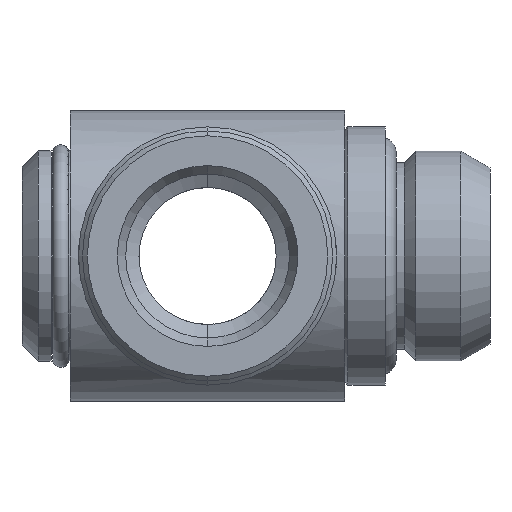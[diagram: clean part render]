
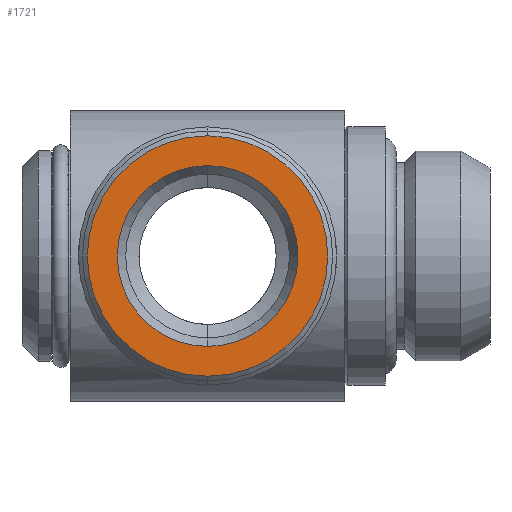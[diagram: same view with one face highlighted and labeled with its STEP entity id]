
A CAD part, left-side view. The second image highlights one B-rep face of the part: STEP entity #1721.
In plain terms, the highlighted planar face has unit normal (-1, 0, 0).
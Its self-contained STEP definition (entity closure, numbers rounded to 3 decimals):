
#1680 = ORIENTED_EDGE ( 'NONE', *, *, #1787, .T. ) ;
#1681 = EDGE_LOOP ( 'NONE', ( #1723, #1722 ) ) ;
#1684 = EDGE_CURVE ( 'NONE', #1857, #1844, #2946, .T. ) ;
#1707 = EDGE_LOOP ( 'NONE', ( #1680, #1728 ) ) ;
#1721 = ADVANCED_FACE ( 'NONE', ( #2972, #2971 ), #2950, .T. ) ;
#1722 = ORIENTED_EDGE ( 'NONE', *, *, #1684, .F. ) ;
#1723 = ORIENTED_EDGE ( 'NONE', *, *, #1843, .F. ) ;
#1728 = ORIENTED_EDGE ( 'NONE', *, *, #1729, .T. ) ;
#1729 = EDGE_CURVE ( 'NONE', #1856, #2020, #3040, .T. ) ;
#1787 = EDGE_CURVE ( 'NONE', #2020, #1856, #3140, .T. ) ;
#1843 = EDGE_CURVE ( 'NONE', #1844, #1857, #3268, .T. ) ;
#1844 = VERTEX_POINT ( 'NONE', #3263 ) ;
#1856 = VERTEX_POINT ( 'NONE', #3307 ) ;
#1857 = VERTEX_POINT ( 'NONE', #3282 ) ;
#2020 = VERTEX_POINT ( 'NONE', #3710 ) ;
#2931 = DIRECTION ( 'NONE',  ( 1., 0., 0. ) ) ;
#2946 = CIRCLE ( 'NONE', #3005, 7.45 ) ;
#2950 = PLANE ( 'NONE',  #2970 ) ;
#2960 = CARTESIAN_POINT ( 'NONE',  ( -26.8, 17.5, 0. ) ) ;
#2969 = CARTESIAN_POINT ( 'NONE',  ( -26.8, 24.95, 0. ) ) ;
#2970 = AXIS2_PLACEMENT_3D ( 'NONE', #2969, #3035, #3034 ) ;
#2971 = FACE_OUTER_BOUND ( 'NONE', #1681, .T. ) ;
#2972 = FACE_BOUND ( 'NONE', #1707, .T. ) ;
#3005 = AXIS2_PLACEMENT_3D ( 'NONE', #2960, #2931, #3058 ) ;
#3034 = DIRECTION ( 'NONE',  ( 0., 0., 1. ) ) ;
#3035 = DIRECTION ( 'NONE',  ( -1., 0., 0. ) ) ;
#3038 = CARTESIAN_POINT ( 'NONE',  ( -26.8, 17.5, 0. ) ) ;
#3039 = AXIS2_PLACEMENT_3D ( 'NONE', #3038, #3071, #3070 ) ;
#3040 = CIRCLE ( 'NONE', #3039, 5.6 ) ;
#3058 = DIRECTION ( 'NONE',  ( 0., 0., -1. ) ) ;
#3070 = DIRECTION ( 'NONE',  ( 0., 0., -1. ) ) ;
#3071 = DIRECTION ( 'NONE',  ( 1., 0., 0. ) ) ;
#3117 = DIRECTION ( 'NONE',  ( 0., 0., -1. ) ) ;
#3118 = DIRECTION ( 'NONE',  ( 1., 0., 0. ) ) ;
#3119 = AXIS2_PLACEMENT_3D ( 'NONE', #3139, #3118, #3117 ) ;
#3139 = CARTESIAN_POINT ( 'NONE',  ( -26.8, 17.5, 0. ) ) ;
#3140 = CIRCLE ( 'NONE', #3119, 5.6 ) ;
#3263 = CARTESIAN_POINT ( 'NONE',  ( -26.8, 17.5, -7.45 ) ) ;
#3264 = DIRECTION ( 'NONE',  ( 0., 0., -1. ) ) ;
#3265 = DIRECTION ( 'NONE',  ( 1., 0., 0. ) ) ;
#3266 = CARTESIAN_POINT ( 'NONE',  ( -26.8, 17.5, 0. ) ) ;
#3267 = AXIS2_PLACEMENT_3D ( 'NONE', #3266, #3265, #3264 ) ;
#3268 = CIRCLE ( 'NONE', #3267, 7.45 ) ;
#3282 = CARTESIAN_POINT ( 'NONE',  ( -26.8, 17.5, 7.45 ) ) ;
#3307 = CARTESIAN_POINT ( 'NONE',  ( -26.8, 17.5, -5.6 ) ) ;
#3710 = CARTESIAN_POINT ( 'NONE',  ( -26.8, 17.5, 5.6 ) ) ;
